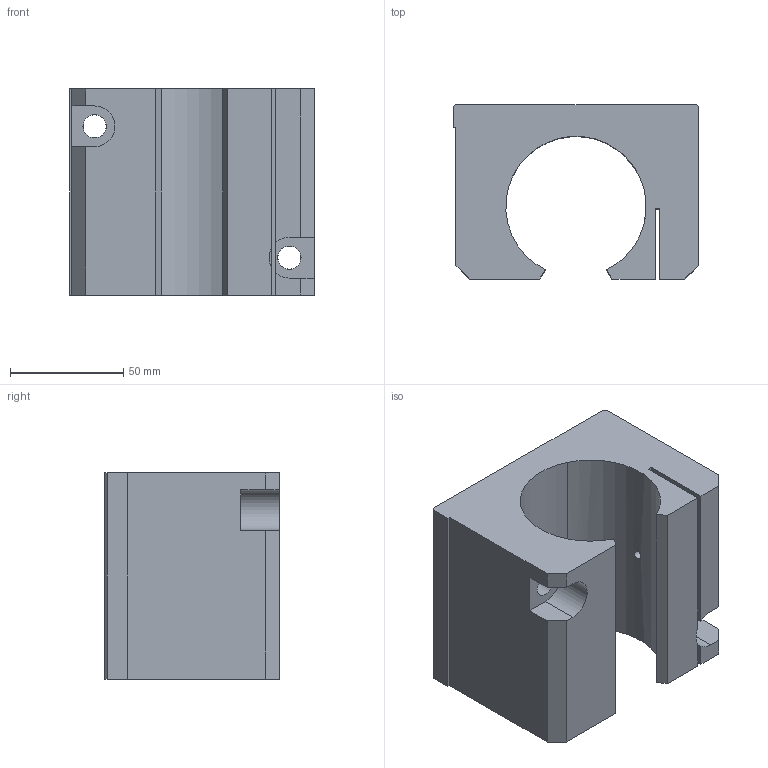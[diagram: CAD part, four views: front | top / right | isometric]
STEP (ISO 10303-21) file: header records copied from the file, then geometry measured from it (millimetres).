
FILE_DESCRIPTION( ( '' ), '1' );
FILE_NAME( 'ag_opaj_40_2_03.stp', '2008-04-10T05:12:57', ( '' ), ( '' ), ' ', ' ', ' ' );
FILE_SCHEMA( ( 'CONFIG_CONTROL_DESIGN' ) );
Length unit declared in the file: millimetre
Products named in the file (1): 1
Bounding box: 108 x 77 x 91 mm (x, y, z)
Volume: 439170.8 mm3; surface area: 67299.4 mm2
Topology: 1 solids, 1 shells, 67 faces, 173 edges, 112 vertices
Faces by surface type: plane 33, cylinder 24, cone 10
Entity records: 2213 total; most frequent: CARTESIAN_POINT 469, DIRECTION 359, ORIENTED_EDGE 346, EDGE_CURVE 173, AXIS2_PLACEMENT_3D 122, LINE 115, VECTOR 115, VERTEX_POINT 112
